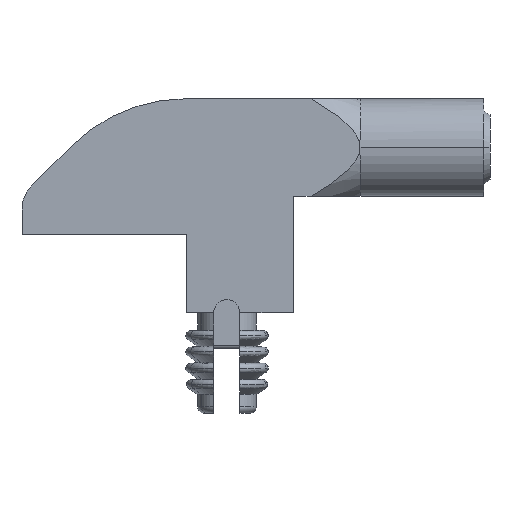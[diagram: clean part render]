
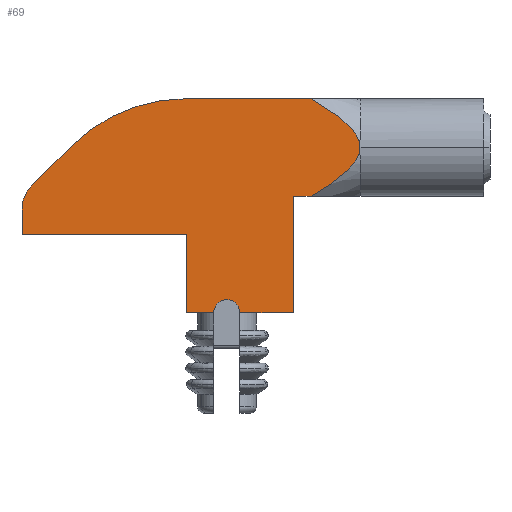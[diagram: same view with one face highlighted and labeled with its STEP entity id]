
A CAD part, left-side view. The second image highlights one B-rep face of the part: STEP entity #69.
In plain terms, the highlighted planar face has unit normal (-1, 0, 0).
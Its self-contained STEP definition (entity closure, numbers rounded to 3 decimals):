
#69=ADVANCED_FACE('Lichtleiter',(#202),#203,.F.);
#202=FACE_OUTER_BOUND('',#429,.T.);
#203=PLANE('',#430);
#429=EDGE_LOOP('',(#751,#752,#753,#754,#755,#756,#757,#758,#759,#760,#761,#762,#763,#764));
#430=AXIS2_PLACEMENT_3D('',#765,#766,#767);
#751=ORIENTED_EDGE('',*,*,#1592,.F.);
#752=ORIENTED_EDGE('',*,*,#1594,.F.);
#753=ORIENTED_EDGE('',*,*,#1595,.F.);
#754=ORIENTED_EDGE('',*,*,#1596,.F.);
#755=ORIENTED_EDGE('',*,*,#1597,.F.);
#756=ORIENTED_EDGE('',*,*,#1598,.F.);
#757=ORIENTED_EDGE('',*,*,#1599,.F.);
#758=ORIENTED_EDGE('',*,*,#1600,.F.);
#759=ORIENTED_EDGE('',*,*,#1601,.F.);
#760=ORIENTED_EDGE('',*,*,#1602,.F.);
#761=ORIENTED_EDGE('',*,*,#1603,.F.);
#762=ORIENTED_EDGE('',*,*,#1604,.F.);
#763=ORIENTED_EDGE('',*,*,#1605,.F.);
#764=ORIENTED_EDGE('',*,*,#1583,.F.);
#765=CARTESIAN_POINT('',(0.0,0.0,0.0));
#766=DIRECTION('',(1.0,0.0,0.0));
#767=DIRECTION('',(0.0,1.0,0.0));
#1583=EDGE_CURVE('',#1913,#1916,#1917,.T.);
#1592=EDGE_CURVE('',#1932,#1913,#1934,.T.);
#1594=EDGE_CURVE('',#1936,#1932,#1937,.T.);
#1595=EDGE_CURVE('',#1938,#1936,#1939,.T.);
#1596=EDGE_CURVE('',#1940,#1938,#1941,.T.);
#1597=EDGE_CURVE('',#1942,#1940,#1943,.T.);
#1598=EDGE_CURVE('',#1944,#1942,#1945,.T.);
#1599=EDGE_CURVE('',#1946,#1944,#1947,.T.);
#1600=EDGE_CURVE('',#1948,#1946,#1949,.T.);
#1601=EDGE_CURVE('',#1950,#1948,#1951,.F.);
#1602=EDGE_CURVE('',#1952,#1950,#1953,.T.);
#1603=EDGE_CURVE('',#1954,#1952,#1955,.T.);
#1604=EDGE_CURVE('',#1956,#1954,#1957,.T.);
#1605=EDGE_CURVE('',#1916,#1956,#1958,.T.);
#1913=VERTEX_POINT('',#2880);
#1916=VERTEX_POINT('',#2884);
#1917=LINE('',#2885,#2886);
#1932=VERTEX_POINT('',#2905);
#1934=CIRCLE('',#2908,0.4);
#1936=VERTEX_POINT('',#2911);
#1937=LINE('',#2912,#2913);
#1938=VERTEX_POINT('',#2914);
#1939=LINE('',#2915,#2916);
#1940=VERTEX_POINT('',#2917);
#1941=LINE('',#2918,#2919);
#1942=VERTEX_POINT('',#2920);
#1943=B_SPLINE_CURVE_WITH_KNOTS('',5,(#2921,#2922,#2923,#2924,#2925,#2926,#2927,#2928,#2929,#2930,#2931,#2932,#2933,#2934,#2935),.UNSPECIFIED.,.F.,.F.,(6,3,3,3,6),(3.182,3.526,4.069,5.017,6.365),.UNSPECIFIED.);
#1944=VERTEX_POINT('',#2936);
#1945=B_SPLINE_CURVE_WITH_KNOTS('',5,(#2937,#2938,#2939,#2940,#2941,#2942,#2943,#2944,#2945,#2946,#2947,#2948,#2949,#2950,#2951),.UNSPECIFIED.,.F.,.F.,(6,3,3,3,6),(0.0,1.348,2.295,2.838,3.182),.UNSPECIFIED.);
#1946=VERTEX_POINT('',#2952);
#1947=LINE('',#2953,#2954);
#1948=VERTEX_POINT('',#2955);
#1949=CIRCLE('',#2956,5.0);
#1950=VERTEX_POINT('',#2957);
#1951=LINE('',#2958,#2959);
#1952=VERTEX_POINT('',#2960);
#1953=CIRCLE('',#2961,1.0);
#1954=VERTEX_POINT('',#2962);
#1955=LINE('',#2963,#2964);
#1956=VERTEX_POINT('',#2965);
#1957=LINE('',#2966,#2967);
#1958=LINE('',#2968,#2969);
#2880=CARTESIAN_POINT('',(0.0,0.41,0.));
#2884=CARTESIAN_POINT('',(0.0,1.26,0.0));
#2885=CARTESIAN_POINT('',(0.0,0.835,0.0));
#2886=VECTOR('',#4288,1.0);
#2905=CARTESIAN_POINT('',(0.0,-0.39,0.0));
#2908=AXIS2_PLACEMENT_3D('',#4303,#4304,#4305);
#2911=CARTESIAN_POINT('',(0.0,-2.04,0.0));
#2912=CARTESIAN_POINT('',(0.0,-1.215,0.0));
#2913=VECTOR('',#4307,1.0);
#2914=CARTESIAN_POINT('',(0.0,-2.04,3.58));
#2915=CARTESIAN_POINT('',(0.0,-2.04,1.79));
#2916=VECTOR('',#4308,1.0);
#2917=CARTESIAN_POINT('',(0.0,-2.59,3.58));
#2918=CARTESIAN_POINT('',(0.0,-2.315,3.58));
#2919=VECTOR('',#4309,1.0);
#2920=CARTESIAN_POINT('',(0.0,-4.09,5.08));
#2921=CARTESIAN_POINT('',(0.0,-4.09,5.08));
#2922=CARTESIAN_POINT('',(0.0,-4.09,5.036));
#2923=CARTESIAN_POINT('',(0.0,-4.086,4.993));
#2924=CARTESIAN_POINT('',(0.0,-4.078,4.949));
#2925=CARTESIAN_POINT('',(0.0,-4.049,4.838));
#2926=CARTESIAN_POINT('',(0.0,-3.999,4.733));
#2927=CARTESIAN_POINT('',(0.0,-3.961,4.67));
#2928=CARTESIAN_POINT('',(0.0,-3.845,4.506));
#2929=CARTESIAN_POINT('',(0.0,-3.7,4.358));
#2930=CARTESIAN_POINT('',(0.0,-3.601,4.269));
#2931=CARTESIAN_POINT('',(0.0,-3.351,4.065));
#2932=CARTESIAN_POINT('',(0.0,-3.081,3.881));
#2933=CARTESIAN_POINT('',(0.0,-2.92,3.777));
#2934=CARTESIAN_POINT('',(0.0,-2.756,3.677));
#2935=CARTESIAN_POINT('',(0.0,-2.59,3.58));
#2936=CARTESIAN_POINT('',(0.0,-2.59,6.58));
#2937=CARTESIAN_POINT('',(0.0,-2.59,6.58));
#2938=CARTESIAN_POINT('',(0.0,-2.756,6.483));
#2939=CARTESIAN_POINT('',(0.0,-2.92,6.383));
#2940=CARTESIAN_POINT('',(0.0,-3.081,6.279));
#2941=CARTESIAN_POINT('',(0.0,-3.351,6.095));
#2942=CARTESIAN_POINT('',(0.0,-3.601,5.891));
#2943=CARTESIAN_POINT('',(0.0,-3.7,5.802));
#2944=CARTESIAN_POINT('',(0.0,-3.845,5.654));
#2945=CARTESIAN_POINT('',(0.0,-3.961,5.49));
#2946=CARTESIAN_POINT('',(0.0,-3.999,5.427));
#2947=CARTESIAN_POINT('',(0.0,-4.049,5.322));
#2948=CARTESIAN_POINT('',(0.0,-4.078,5.211));
#2949=CARTESIAN_POINT('',(0.0,-4.086,5.167));
#2950=CARTESIAN_POINT('',(0.0,-4.09,5.124));
#2951=CARTESIAN_POINT('',(0.0,-4.09,5.08));
#2952=CARTESIAN_POINT('',(0.0,1.26,6.58));
#2953=CARTESIAN_POINT('',(0.0,-0.665,6.58));
#2954=VECTOR('',#4310,1.0);
#2955=CARTESIAN_POINT('',(0.0,4.796,5.116));
#2956=AXIS2_PLACEMENT_3D('',#4311,#4312,#4313);
#2957=CARTESIAN_POINT('',(0.0,6.017,3.894));
#2958=CARTESIAN_POINT('',(0.0,5.406,4.505));
#2959=VECTOR('',#4314,1.0);
#2960=CARTESIAN_POINT('',(0.0,6.31,3.187));
#2961=AXIS2_PLACEMENT_3D('',#4315,#4316,#4317);
#2962=CARTESIAN_POINT('',(0.0,6.31,2.4));
#2963=CARTESIAN_POINT('',(0.0,6.31,2.793));
#2964=VECTOR('',#4318,1.0);
#2965=CARTESIAN_POINT('',(0.0,1.26,2.4));
#2966=CARTESIAN_POINT('',(0.0,3.785,2.4));
#2967=VECTOR('',#4319,1.0);
#2968=CARTESIAN_POINT('',(0.0,1.26,1.2));
#2969=VECTOR('',#4320,1.0);
#4288=DIRECTION('',(0.0,1.0,0.0));
#4303=CARTESIAN_POINT('',(0.0,0.01,0.0));
#4304=DIRECTION('',(-1.0,0.0,0.0));
#4305=DIRECTION('',(0.0,-1.0,0.0));
#4307=DIRECTION('',(0.0,1.0,0.0));
#4308=DIRECTION('',(0.0,0.0,-1.0));
#4309=DIRECTION('',(0.0,1.0,0.0));
#4310=DIRECTION('',(0.0,-1.0,0.0));
#4311=CARTESIAN_POINT('',(0.0,1.26,1.58));
#4312=DIRECTION('',(1.0,0.0,0.0));
#4313=DIRECTION('',(0.0,1.0,0.0));
#4314=DIRECTION('',(0.0,0.707,-0.707));
#4315=CARTESIAN_POINT('',(0.0,5.31,3.187));
#4316=DIRECTION('',(1.0,0.0,0.0));
#4317=DIRECTION('',(0.0,1.0,0.0));
#4318=DIRECTION('',(0.0,0.0,1.0));
#4319=DIRECTION('',(0.0,1.0,0.0));
#4320=DIRECTION('',(0.0,0.0,1.0));
